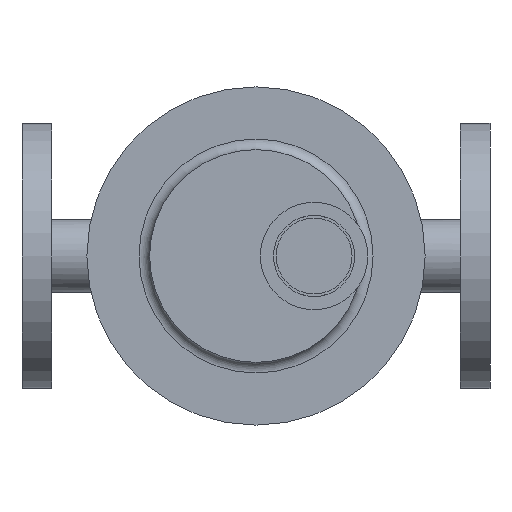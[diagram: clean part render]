
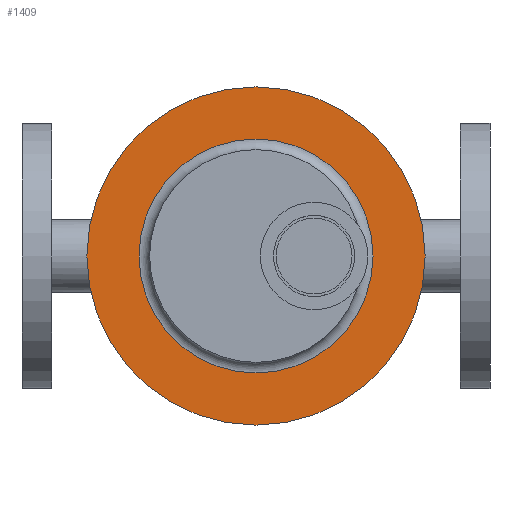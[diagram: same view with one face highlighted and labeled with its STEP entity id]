
A CAD part, left-side view. The second image highlights one B-rep face of the part: STEP entity #1409.
In plain terms, the highlighted planar face has unit normal (-1, 0, 0).
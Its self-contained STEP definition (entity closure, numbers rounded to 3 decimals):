
#101=FACE_BOUND('',#363,.T.);
#119=PLANE('',#1616);
#203=FACE_OUTER_BOUND('',#362,.T.);
#362=EDGE_LOOP('',(#1238));
#363=EDGE_LOOP('',(#1239));
#597=CIRCLE('',#1617,79.5);
#598=CIRCLE('',#1618,55.);
#719=VERTEX_POINT('',#2673);
#720=VERTEX_POINT('',#2675);
#894=EDGE_CURVE('',#719,#719,#597,.T.);
#895=EDGE_CURVE('',#720,#720,#598,.T.);
#1238=ORIENTED_EDGE('',*,*,#894,.T.);
#1239=ORIENTED_EDGE('',*,*,#895,.F.);
#1409=ADVANCED_FACE('',(#203,#101),#119,.T.);
#1616=AXIS2_PLACEMENT_3D('',#2672,#2037,#2038);
#1617=AXIS2_PLACEMENT_3D('',#2674,#2039,#2040);
#1618=AXIS2_PLACEMENT_3D('',#2676,#2041,#2042);
#2037=DIRECTION('center_axis',(-1.,0.,0.));
#2038=DIRECTION('ref_axis',(0.,0.,1.));
#2039=DIRECTION('center_axis',(-1.,0.,0.));
#2040=DIRECTION('ref_axis',(0.,0.,1.));
#2041=DIRECTION('center_axis',(-1.,0.,0.));
#2042=DIRECTION('ref_axis',(0.,0.,1.));
#2672=CARTESIAN_POINT('Origin',(-1021.,55.,0.));
#2673=CARTESIAN_POINT('',(-1021.,-79.5,0.));
#2674=CARTESIAN_POINT('Origin',(-1021.,0.,0.));
#2675=CARTESIAN_POINT('',(-1021.,0.,-55.));
#2676=CARTESIAN_POINT('Origin',(-1021.,0.,0.));
